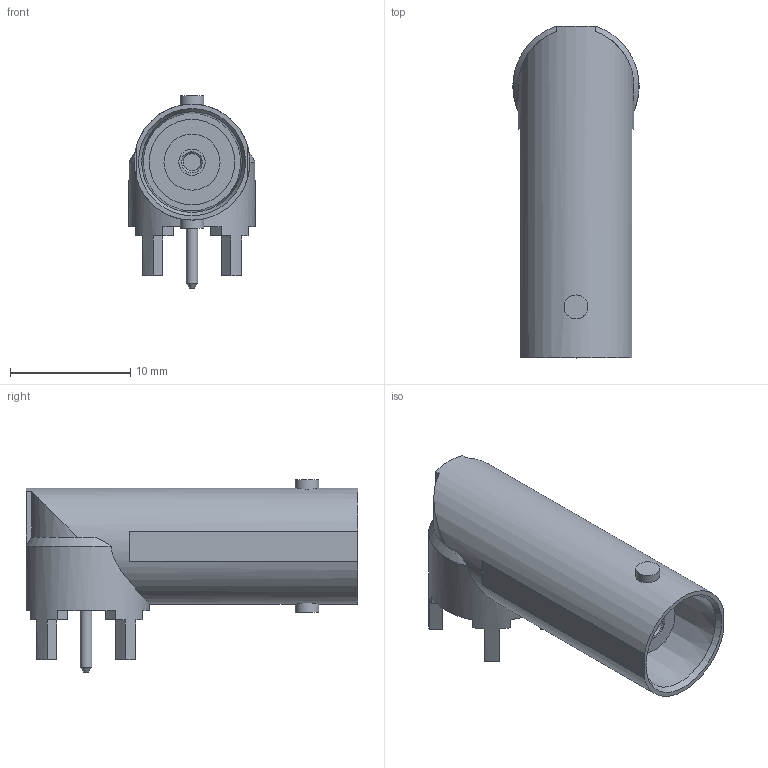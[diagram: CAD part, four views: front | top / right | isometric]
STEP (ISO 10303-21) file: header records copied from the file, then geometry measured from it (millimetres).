
FILE_DESCRIPTION(/* description */ (''),/* implementation_level */ '2;1');
FILE_NAME(/* name */ 'TE 5413631-1.step',/* time_stamp */ '2022-06-29T16:49:07+01:00',/* author */ (''),/* organization */ (''),/* preprocessor_version */ 'ST-DEVELOPER v19',/* originating_system */ 'Autodesk Translation Framework v11.7.0.108',/* authorisation */ '');
FILE_SCHEMA (('AUTOMOTIVE_DESIGN { 1 0 10303 214 3 1 1 }'));
Length unit declared in the file: millimetre
Products named in the file (1): TE 5413631-1
Bounding box: 10.52 x 27.64 x 16 mm (x, y, z)
Volume: 1737.9 mm3; surface area: 1484.3 mm2
Topology: 1 solids, 1 shells, 70 faces, 176 edges, 116 vertices
Faces by surface type: plane 46, cylinder 18, cone 6
Full cylindrical faces by diameter (mm): 0.965 x1, 1.422 x1, 1.981 x2, 2.184 x1, 4.674 x1, 7.112 x2, 9.652 x1
Entity records: 2306 total; most frequent: CARTESIAN_POINT 503, DIRECTION 381, ORIENTED_EDGE 352, EDGE_CURVE 176, AXIS2_PLACEMENT_3D 143, VERTEX_POINT 116, LINE 95, VECTOR 95
